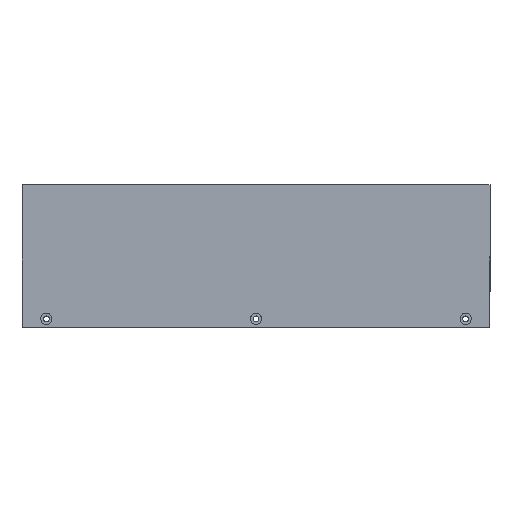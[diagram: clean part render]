
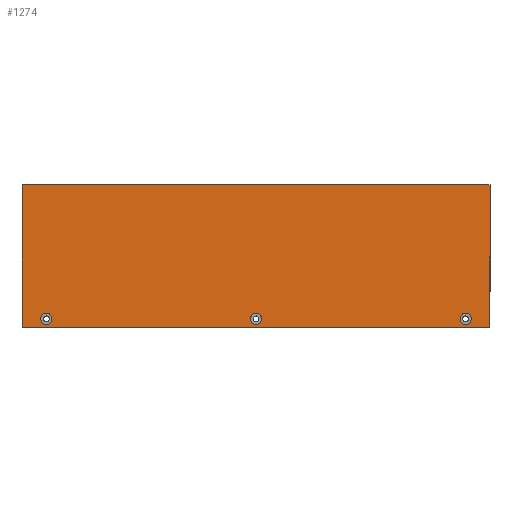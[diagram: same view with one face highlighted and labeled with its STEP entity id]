
A CAD part, top view. The second image highlights one B-rep face of the part: STEP entity #1274.
In plain terms, the highlighted planar face has unit normal (0, 0, 1).
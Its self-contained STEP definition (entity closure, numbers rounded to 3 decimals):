
#11 = DIRECTION ( 'NONE',  ( 0., 0., 1. ) ) ;
#32 = ORIENTED_EDGE ( 'NONE', *, *, #1106, .F. ) ;
#38 = CIRCLE ( 'NONE', #648, 3.373 ) ;
#45 = EDGE_CURVE ( 'NONE', #1328, #1564, #1637, .T. ) ;
#96 = VERTEX_POINT ( 'NONE', #144 ) ;
#99 = CARTESIAN_POINT ( 'NONE',  ( -130.996, 78.033, 10. ) ) ;
#113 = LINE ( 'NONE', #99, #850 ) ;
#117 = AXIS2_PLACEMENT_3D ( 'NONE', #1462, #1481, #1344 ) ;
#125 = ORIENTED_EDGE ( 'NONE', *, *, #965, .T. ) ;
#135 = VERTEX_POINT ( 'NONE', #1584 ) ;
#139 = AXIS2_PLACEMENT_3D ( 'NONE', #731, #1688, #460 ) ;
#141 = CIRCLE ( 'NONE', #1127, 3.373 ) ;
#144 = CARTESIAN_POINT ( 'NONE',  ( -119.869, -1.967, 10. ) ) ;
#225 = CIRCLE ( 'NONE', #1213, 3.373 ) ;
#261 = LINE ( 'NONE', #1343, #1102 ) ;
#286 = EDGE_CURVE ( 'NONE', #135, #1714, #1672, .T. ) ;
#345 = AXIS2_PLACEMENT_3D ( 'NONE', #558, #1509, #1098 ) ;
#350 = CARTESIAN_POINT ( 'NONE',  ( 8.504, -1.967, 10. ) ) ;
#351 = CARTESIAN_POINT ( 'NONE',  ( -116.496, -1.967, 10. ) ) ;
#410 = FACE_BOUND ( 'NONE', #1069, .T. ) ;
#428 = CARTESIAN_POINT ( 'NONE',  ( -130.996, 78.033, 10. ) ) ;
#452 = CIRCLE ( 'NONE', #674, 3.373 ) ;
#460 = DIRECTION ( 'NONE',  ( 1., 0., 0. ) ) ;
#501 = ORIENTED_EDGE ( 'NONE', *, *, #45, .T. ) ;
#502 = CIRCLE ( 'NONE', #139, 3.373 ) ;
#507 = CARTESIAN_POINT ( 'NONE',  ( 8.504, -1.967, 10. ) ) ;
#525 = EDGE_LOOP ( 'NONE', ( #32, #639 ) ) ;
#532 = ORIENTED_EDGE ( 'NONE', *, *, #1094, .F. ) ;
#539 = FACE_BOUND ( 'NONE', #1152, .T. ) ;
#540 = VECTOR ( 'NONE', #1480, 1000. ) ;
#558 = CARTESIAN_POINT ( 'NONE',  ( 133.504, -1.967, 10. ) ) ;
#574 = EDGE_LOOP ( 'NONE', ( #501, #754, #125, #974 ) ) ;
#604 = EDGE_CURVE ( 'NONE', #96, #614, #452, .T. ) ;
#614 = VERTEX_POINT ( 'NONE', #1435 ) ;
#634 = DIRECTION ( 'NONE',  ( 1., 0., 0. ) ) ;
#639 = ORIENTED_EDGE ( 'NONE', *, *, #1015, .F. ) ;
#648 = AXIS2_PLACEMENT_3D ( 'NONE', #1276, #1547, #1146 ) ;
#660 = DIRECTION ( 'NONE',  ( -1., 0., 0. ) ) ;
#674 = AXIS2_PLACEMENT_3D ( 'NONE', #351, #1538, #634 ) ;
#731 = CARTESIAN_POINT ( 'NONE',  ( 133.504, -1.967, 10. ) ) ;
#749 = EDGE_CURVE ( 'NONE', #1714, #135, #502, .T. ) ;
#751 = DIRECTION ( 'NONE',  ( 0., 0., 1. ) ) ;
#754 = ORIENTED_EDGE ( 'NONE', *, *, #927, .T. ) ;
#758 = DIRECTION ( 'NONE',  ( 1., 0., 0. ) ) ;
#796 = LINE ( 'NONE', #1715, #540 ) ;
#797 = PLANE ( 'NONE',  #117 ) ;
#850 = VECTOR ( 'NONE', #660, 1000. ) ;
#854 = VERTEX_POINT ( 'NONE', #1173 ) ;
#927 = EDGE_CURVE ( 'NONE', #1564, #1475, #796, .T. ) ;
#932 = FACE_OUTER_BOUND ( 'NONE', #574, .T. ) ;
#944 = EDGE_CURVE ( 'NONE', #1438, #1328, #113, .T. ) ;
#965 = EDGE_CURVE ( 'NONE', #1475, #1438, #261, .T. ) ;
#974 = ORIENTED_EDGE ( 'NONE', *, *, #944, .T. ) ;
#1015 = EDGE_CURVE ( 'NONE', #1685, #854, #225, .T. ) ;
#1056 = CARTESIAN_POINT ( 'NONE',  ( 130.131, -1.967, 10. ) ) ;
#1069 = EDGE_LOOP ( 'NONE', ( #1585, #1399 ) ) ;
#1094 = EDGE_CURVE ( 'NONE', #614, #96, #38, .T. ) ;
#1098 = DIRECTION ( 'NONE',  ( 1., 0., 0. ) ) ;
#1102 = VECTOR ( 'NONE', #1205, 1000. ) ;
#1106 = EDGE_CURVE ( 'NONE', #854, #1685, #141, .T. ) ;
#1127 = AXIS2_PLACEMENT_3D ( 'NONE', #350, #751, #758 ) ;
#1130 = CARTESIAN_POINT ( 'NONE',  ( 5.131, -1.967, 10. ) ) ;
#1146 = DIRECTION ( 'NONE',  ( 1., 0., 0. ) ) ;
#1152 = EDGE_LOOP ( 'NONE', ( #532, #1478 ) ) ;
#1167 = VECTOR ( 'NONE', #1357, 1000. ) ;
#1173 = CARTESIAN_POINT ( 'NONE',  ( 11.877, -1.967, 10. ) ) ;
#1205 = DIRECTION ( 'NONE',  ( 0., 1., 0. ) ) ;
#1213 = AXIS2_PLACEMENT_3D ( 'NONE', #507, #11, #1613 ) ;
#1274 = ADVANCED_FACE ( 'NONE', ( #539, #1616, #410, #932 ), #797, .T. ) ;
#1276 = CARTESIAN_POINT ( 'NONE',  ( -116.496, -1.967, 10. ) ) ;
#1328 = VERTEX_POINT ( 'NONE', #1364 ) ;
#1343 = CARTESIAN_POINT ( 'NONE',  ( 148.004, 78.033, 10. ) ) ;
#1344 = DIRECTION ( 'NONE',  ( 1., 0., 0. ) ) ;
#1357 = DIRECTION ( 'NONE',  ( 0., -1., 0. ) ) ;
#1364 = CARTESIAN_POINT ( 'NONE',  ( -130.996, 78.033, 10. ) ) ;
#1399 = ORIENTED_EDGE ( 'NONE', *, *, #749, .F. ) ;
#1409 = CARTESIAN_POINT ( 'NONE',  ( 148.004, 78.033, 10. ) ) ;
#1435 = CARTESIAN_POINT ( 'NONE',  ( -113.123, -1.967, 10. ) ) ;
#1438 = VERTEX_POINT ( 'NONE', #1409 ) ;
#1462 = CARTESIAN_POINT ( 'NONE',  ( 0., 0., 10. ) ) ;
#1475 = VERTEX_POINT ( 'NONE', #1530 ) ;
#1478 = ORIENTED_EDGE ( 'NONE', *, *, #604, .F. ) ;
#1480 = DIRECTION ( 'NONE',  ( 1., 0., 0. ) ) ;
#1481 = DIRECTION ( 'NONE',  ( 0., 0., 1. ) ) ;
#1509 = DIRECTION ( 'NONE',  ( 0., 0., 1. ) ) ;
#1530 = CARTESIAN_POINT ( 'NONE',  ( 148.004, -6.967, 10. ) ) ;
#1538 = DIRECTION ( 'NONE',  ( 0., 0., 1. ) ) ;
#1547 = DIRECTION ( 'NONE',  ( 0., 0., 1. ) ) ;
#1564 = VERTEX_POINT ( 'NONE', #1612 ) ;
#1584 = CARTESIAN_POINT ( 'NONE',  ( 136.877, -1.967, 10. ) ) ;
#1585 = ORIENTED_EDGE ( 'NONE', *, *, #286, .F. ) ;
#1612 = CARTESIAN_POINT ( 'NONE',  ( -130.996, -6.967, 10. ) ) ;
#1613 = DIRECTION ( 'NONE',  ( 1., 0., 0. ) ) ;
#1616 = FACE_BOUND ( 'NONE', #525, .T. ) ;
#1637 = LINE ( 'NONE', #428, #1167 ) ;
#1672 = CIRCLE ( 'NONE', #345, 3.373 ) ;
#1685 = VERTEX_POINT ( 'NONE', #1130 ) ;
#1688 = DIRECTION ( 'NONE',  ( 0., 0., 1. ) ) ;
#1714 = VERTEX_POINT ( 'NONE', #1056 ) ;
#1715 = CARTESIAN_POINT ( 'NONE',  ( -130.996, -6.967, 10. ) ) ;
